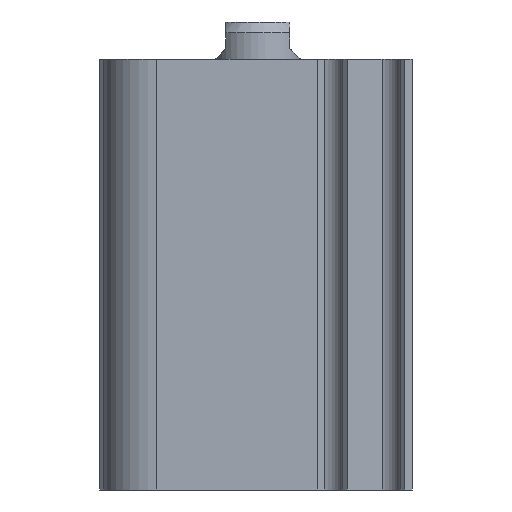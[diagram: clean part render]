
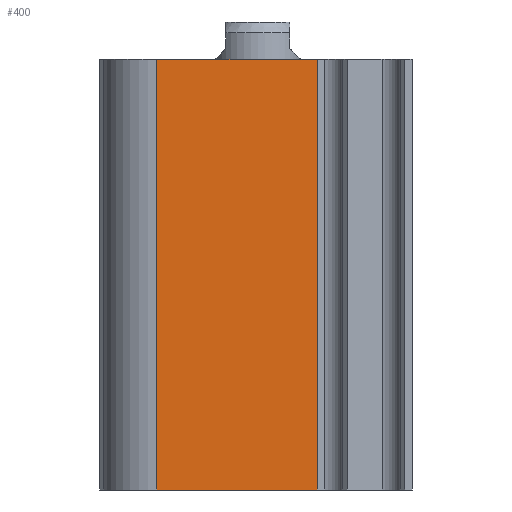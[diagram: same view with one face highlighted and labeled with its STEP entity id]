
A CAD part, front view. The second image highlights one B-rep face of the part: STEP entity #400.
In plain terms, the highlighted planar face has unit normal (0, -1, 0).
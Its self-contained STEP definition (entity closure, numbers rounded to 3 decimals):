
#400=ADVANCED_FACE('',(#807),#808,.F.);
#807=FACE_OUTER_BOUND('',#1230,.T.);
#808=PLANE('',#1231);
#1230=EDGE_LOOP('',(#2183,#2184,#2185,#2186));
#1231=AXIS2_PLACEMENT_3D('',#2187,#2188,#2189);
#2183=ORIENTED_EDGE('',*,*,#2756,.F.);
#2184=ORIENTED_EDGE('',*,*,#2876,.T.);
#2185=ORIENTED_EDGE('',*,*,#2716,.F.);
#2186=ORIENTED_EDGE('',*,*,#2900,.T.);
#2187=CARTESIAN_POINT('',(-9.5,-14.5,61.262));
#2188=DIRECTION('',(-0.0,1.0,0.0));
#2189=DIRECTION('',(1.0,0.0,0.0));
#2716=EDGE_CURVE('',#3274,#3202,#3276,.T.);
#2756=EDGE_CURVE('',#3342,#3344,#3345,.T.);
#2876=EDGE_CURVE('',#3342,#3202,#3525,.T.);
#2900=EDGE_CURVE('',#3274,#3344,#3555,.T.);
#3202=VERTEX_POINT('',#3959);
#3274=VERTEX_POINT('',#4054);
#3276=LINE('',#4056,#4057);
#3342=VERTEX_POINT('',#4133);
#3344=VERTEX_POINT('',#4136);
#3345=LINE('',#4137,#4138);
#3525=LINE('',#4374,#4375);
#3555=LINE('',#4414,#4415);
#3959=CARTESIAN_POINT('',(5.582,-14.5,20.25));
#4054=CARTESIAN_POINT('',(-9.5,-14.5,20.25));
#4056=CARTESIAN_POINT('',(-9.5,-14.5,20.25));
#4057=VECTOR('',#4807,1.0);
#4133=CARTESIAN_POINT('',(5.582,-14.5,-20.25));
#4136=CARTESIAN_POINT('',(-9.5,-14.5,-20.25));
#4137=CARTESIAN_POINT('',(-9.5,-14.5,-20.25));
#4138=VECTOR('',#4879,1.0);
#4374=CARTESIAN_POINT('',(5.582,-14.5,61.262));
#4375=VECTOR('',#5050,1.0);
#4414=CARTESIAN_POINT('',(-9.5,-14.5,61.262));
#4415=VECTOR('',#5075,1.0);
#4807=DIRECTION('',(1.0,0.0,0.0));
#4879=DIRECTION('',(-1.0,0.0,0.0));
#5050=DIRECTION('',(0.0,0.0,1.0));
#5075=DIRECTION('',(0.0,0.0,-1.0));
